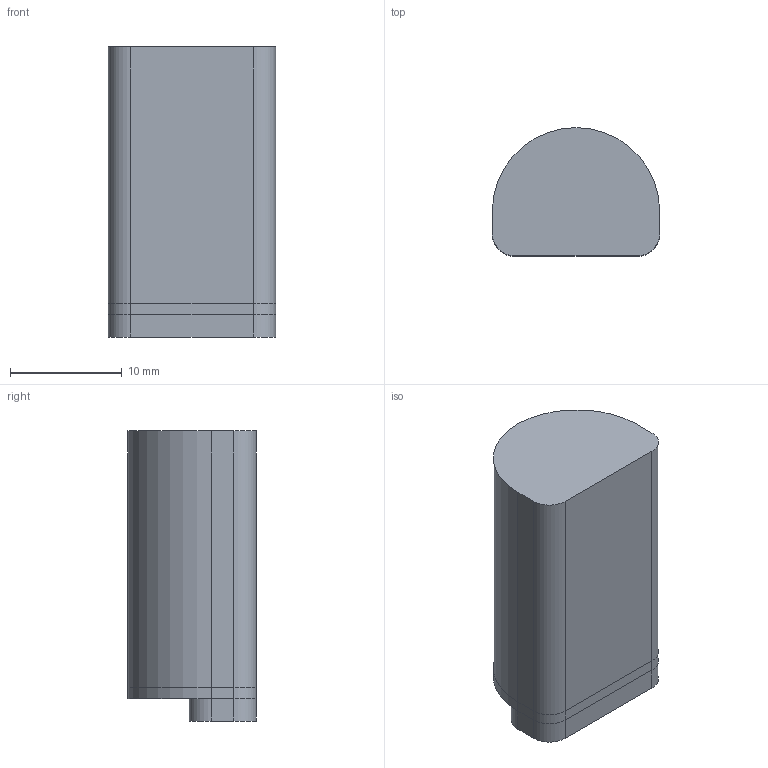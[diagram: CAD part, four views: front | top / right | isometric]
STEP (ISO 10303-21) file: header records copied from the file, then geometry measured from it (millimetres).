
FILE_DESCRIPTION(/* description */ (''),/* implementation_level */ '2;1');
FILE_NAME(/* name */ 'act23mmwithconnector.stp',/* time_stamp */ '2023-09-11T19:30:36+09:00',/* author */ ('pablo'),/* organization */ (''),/* preprocessor_version */ 'ST-DEVELOPER v18.1',/* originating_system */ 'Autodesk Inventor 2022',/* authorisation */ '');
FILE_SCHEMA (('AUTOMOTIVE_DESIGN { 1 0 10303 214 3 1 1 }'));
Length unit declared in the file: millimetre
Products named in the file (1): ACTBODYSOFA23mm2
Bounding box: 15 x 11.5 x 26 mm (x, y, z)
Volume: 2302.2 mm3; surface area: 2697.7 mm2
Topology: 3 solids, 4 shells, 32 faces, 72 edges, 48 vertices
Faces by surface type: plane 21, cylinder 11
Entity records: 946 total; most frequent: DIRECTION 160, CARTESIAN_POINT 154, ORIENTED_EDGE 144, EDGE_CURVE 72, AXIS2_PLACEMENT_3D 55, LINE 50, VECTOR 50, VERTEX_POINT 48
